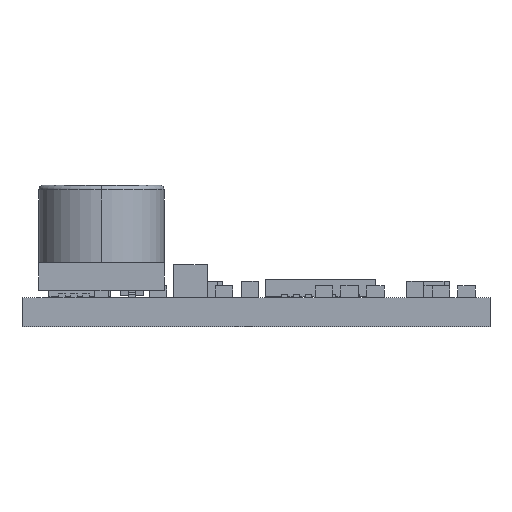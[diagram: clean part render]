
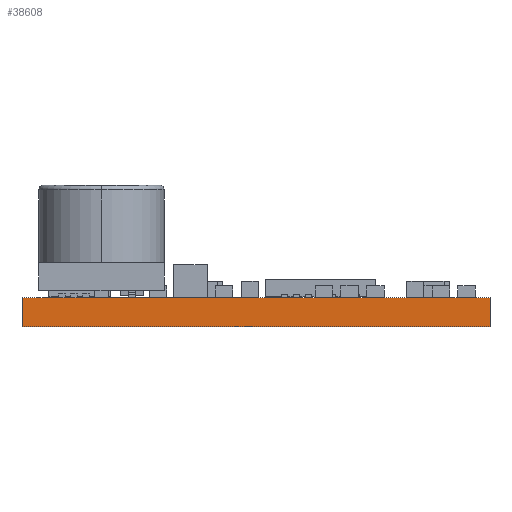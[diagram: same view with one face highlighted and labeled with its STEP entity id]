
A CAD part, left-side view. The second image highlights one B-rep face of the part: STEP entity #38608.
In plain terms, the highlighted planar face has unit normal (-1, 0, 0).
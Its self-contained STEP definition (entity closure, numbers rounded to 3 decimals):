
#42 = CARTESIAN_POINT ( 'NONE',  ( 0., 0., 1.575 ) ) ;
#1332 = VECTOR ( 'NONE', #15708, 1000. ) ;
#1423 = EDGE_CURVE ( 'NONE', #19516, #14229, #21828, .T. ) ;
#2121 = DIRECTION ( 'NONE',  ( 0., 0., -1. ) ) ;
#4479 = PLANE ( 'NONE',  #12800 ) ;
#5191 = DIRECTION ( 'NONE',  ( 0., 0., -1. ) ) ;
#8918 = ORIENTED_EDGE ( 'NONE', *, *, #38655, .F. ) ;
#10314 = CARTESIAN_POINT ( 'NONE',  ( 0., 0., 0. ) ) ;
#10397 = ORIENTED_EDGE ( 'NONE', *, *, #1423, .T. ) ;
#11108 = CARTESIAN_POINT ( 'NONE',  ( 0., 25.4, 1.575 ) ) ;
#12476 = VERTEX_POINT ( 'NONE', #42 ) ;
#12498 = VERTEX_POINT ( 'NONE', #11108 ) ;
#12800 = AXIS2_PLACEMENT_3D ( 'NONE', #33997, #22638, #45895 ) ;
#13005 = ORIENTED_EDGE ( 'NONE', *, *, #19875, .T. ) ;
#14229 = VERTEX_POINT ( 'NONE', #10314 ) ;
#15482 = VECTOR ( 'NONE', #47469, 1000. ) ;
#15708 = DIRECTION ( 'NONE',  ( 0., -1., 0. ) ) ;
#16393 = EDGE_CURVE ( 'NONE', #12476, #14229, #37428, .T. ) ;
#19516 = VERTEX_POINT ( 'NONE', #42764 ) ;
#19875 = EDGE_CURVE ( 'NONE', #12498, #19516, #20981, .T. ) ;
#19973 = CARTESIAN_POINT ( 'NONE',  ( 0., 25.4, 1.575 ) ) ;
#20981 = LINE ( 'NONE', #19973, #22128 ) ;
#21828 = LINE ( 'NONE', #28732, #15482 ) ;
#22128 = VECTOR ( 'NONE', #5191, 1000. ) ;
#22638 = DIRECTION ( 'NONE',  ( 1., 0., 0. ) ) ;
#24304 = LINE ( 'NONE', #33543, #1332 ) ;
#28732 = CARTESIAN_POINT ( 'NONE',  ( 0., 25.4, 0. ) ) ;
#32336 = FACE_OUTER_BOUND ( 'NONE', #41926, .T. ) ;
#33543 = CARTESIAN_POINT ( 'NONE',  ( 0., 25.4, 1.575 ) ) ;
#33938 = VECTOR ( 'NONE', #2121, 1000. ) ;
#33997 = CARTESIAN_POINT ( 'NONE',  ( 0., 25.4, 1.575 ) ) ;
#35182 = CARTESIAN_POINT ( 'NONE',  ( 0., 0., 1.575 ) ) ;
#37428 = LINE ( 'NONE', #35182, #33938 ) ;
#38608 = ADVANCED_FACE ( 'NONE', ( #32336 ), #4479, .F. ) ;
#38655 = EDGE_CURVE ( 'NONE', #12498, #12476, #24304, .T. ) ;
#39567 = ORIENTED_EDGE ( 'NONE', *, *, #16393, .F. ) ;
#41926 = EDGE_LOOP ( 'NONE', ( #10397, #39567, #8918, #13005 ) ) ;
#42764 = CARTESIAN_POINT ( 'NONE',  ( 0., 25.4, 0. ) ) ;
#45895 = DIRECTION ( 'NONE',  ( 0., 0., -1. ) ) ;
#47469 = DIRECTION ( 'NONE',  ( 0., -1., 0. ) ) ;
